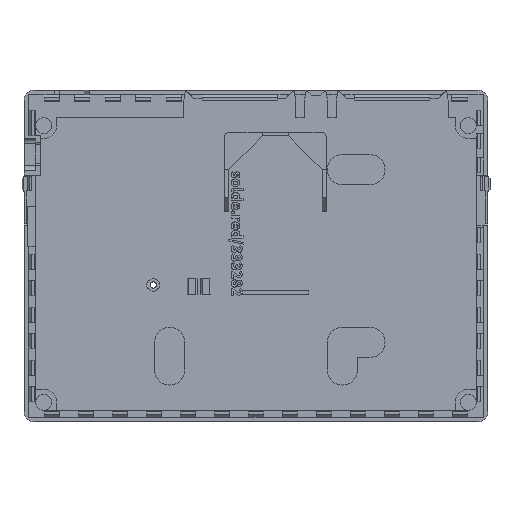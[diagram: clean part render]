
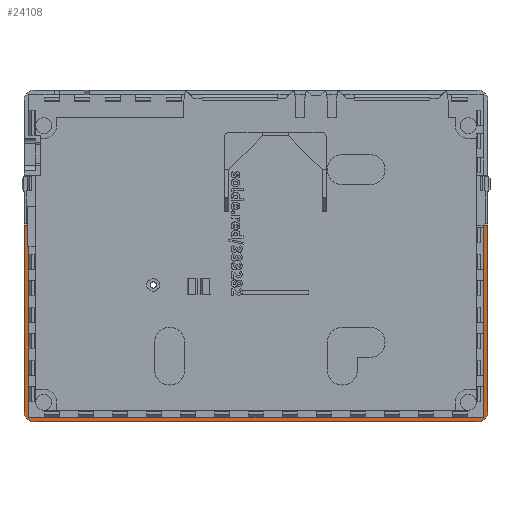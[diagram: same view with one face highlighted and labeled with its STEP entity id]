
A CAD part, top view. The second image highlights one B-rep face of the part: STEP entity #24108.
In plain terms, the highlighted planar face has unit normal (0, 0, 1).
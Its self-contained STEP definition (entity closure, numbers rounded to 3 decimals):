
#2887=LINE('',#41338,#5555);
#2890=LINE('',#41343,#5558);
#2892=LINE('',#41347,#5560);
#2894=LINE('',#41351,#5562);
#2900=LINE('',#41363,#5568);
#2901=LINE('',#41365,#5569);
#2902=LINE('',#41367,#5570);
#2903=LINE('',#41369,#5571);
#2904=LINE('',#41371,#5572);
#2905=LINE('',#41375,#5573);
#2906=LINE('',#41379,#5574);
#2907=LINE('',#41380,#5575);
#5555=VECTOR('',#28161,10.);
#5558=VECTOR('',#28166,10.);
#5560=VECTOR('',#28170,10.);
#5562=VECTOR('',#28174,10.);
#5568=VECTOR('',#28182,10.);
#5569=VECTOR('',#28183,10.);
#5570=VECTOR('',#28184,10.);
#5571=VECTOR('',#28185,10.);
#5572=VECTOR('',#28186,10.);
#5573=VECTOR('',#28189,10.);
#5574=VECTOR('',#28192,10.);
#5575=VECTOR('',#28193,10.);
#7489=FACE_OUTER_BOUND('',#8826,.T.);
#8826=EDGE_LOOP('',(#19728,#19729,#19730,#19731,#19732,#19733,#19734,#19735,
#19736,#19737,#19738,#19739,#19740,#19741));
#9400=CIRCLE('',#25090,4.);
#9401=CIRCLE('',#25091,4.);
#11131=VERTEX_POINT('',#41336);
#11132=VERTEX_POINT('',#41337);
#11133=VERTEX_POINT('',#41342);
#11134=VERTEX_POINT('',#41346);
#11135=VERTEX_POINT('',#41350);
#11140=VERTEX_POINT('',#41362);
#11141=VERTEX_POINT('',#41364);
#11142=VERTEX_POINT('',#41366);
#11143=VERTEX_POINT('',#41368);
#11144=VERTEX_POINT('',#41370);
#11145=VERTEX_POINT('',#41372);
#11146=VERTEX_POINT('',#41374);
#11147=VERTEX_POINT('',#41376);
#11148=VERTEX_POINT('',#41378);
#14239=EDGE_CURVE('',#11131,#11132,#2887,.T.);
#14242=EDGE_CURVE('',#11133,#11131,#2890,.T.);
#14244=EDGE_CURVE('',#11134,#11133,#2892,.T.);
#14246=EDGE_CURVE('',#11135,#11134,#2894,.T.);
#14252=EDGE_CURVE('',#11132,#11140,#2900,.T.);
#14253=EDGE_CURVE('',#11140,#11141,#2901,.T.);
#14254=EDGE_CURVE('',#11141,#11142,#2902,.T.);
#14255=EDGE_CURVE('',#11142,#11143,#2903,.T.);
#14256=EDGE_CURVE('',#11143,#11144,#2904,.T.);
#14257=EDGE_CURVE('',#11144,#11145,#9400,.T.);
#14258=EDGE_CURVE('',#11145,#11146,#2905,.T.);
#14259=EDGE_CURVE('',#11146,#11147,#9401,.T.);
#14260=EDGE_CURVE('',#11147,#11148,#2906,.T.);
#14261=EDGE_CURVE('',#11148,#11135,#2907,.T.);
#19728=ORIENTED_EDGE('',*,*,#14244,.T.);
#19729=ORIENTED_EDGE('',*,*,#14242,.T.);
#19730=ORIENTED_EDGE('',*,*,#14239,.T.);
#19731=ORIENTED_EDGE('',*,*,#14252,.T.);
#19732=ORIENTED_EDGE('',*,*,#14253,.T.);
#19733=ORIENTED_EDGE('',*,*,#14254,.T.);
#19734=ORIENTED_EDGE('',*,*,#14255,.T.);
#19735=ORIENTED_EDGE('',*,*,#14256,.T.);
#19736=ORIENTED_EDGE('',*,*,#14257,.T.);
#19737=ORIENTED_EDGE('',*,*,#14258,.T.);
#19738=ORIENTED_EDGE('',*,*,#14259,.T.);
#19739=ORIENTED_EDGE('',*,*,#14260,.T.);
#19740=ORIENTED_EDGE('',*,*,#14261,.T.);
#19741=ORIENTED_EDGE('',*,*,#14246,.T.);
#22878=PLANE('',#25089);
#24108=ADVANCED_FACE('',(#7489),#22878,.T.);
#25089=AXIS2_PLACEMENT_3D('',#41361,#28180,#28181);
#25090=AXIS2_PLACEMENT_3D('',#41373,#28187,#28188);
#25091=AXIS2_PLACEMENT_3D('',#41377,#28190,#28191);
#28161=DIRECTION('',(0.,1.,0.));
#28166=DIRECTION('',(-1.,0.,0.));
#28170=DIRECTION('',(0.,-1.,0.));
#28174=DIRECTION('',(-1.,0.,0.));
#28180=DIRECTION('center_axis',(0.,0.,1.));
#28181=DIRECTION('ref_axis',(1.,0.,0.));
#28182=DIRECTION('',(-1.,0.,0.));
#28183=DIRECTION('',(0.,1.,0.));
#28184=DIRECTION('',(-1.,0.,0.));
#28185=DIRECTION('',(-1.,0.,0.));
#28186=DIRECTION('',(0.,-1.,0.));
#28187=DIRECTION('center_axis',(0.,0.,1.));
#28188=DIRECTION('ref_axis',(-1.,0.,0.));
#28189=DIRECTION('',(1.,0.,0.));
#28190=DIRECTION('center_axis',(0.,0.,1.));
#28191=DIRECTION('ref_axis',(0.,-1.,0.));
#28192=DIRECTION('',(0.,1.,0.));
#28193=DIRECTION('',(-1.,0.,0.));
#41336=CARTESIAN_POINT('',(-90.65,-61.2,8.5));
#41337=CARTESIAN_POINT('',(-90.65,6.85,8.5));
#41338=CARTESIAN_POINT('',(-90.65,-29.025,8.5));
#41342=CARTESIAN_POINT('',(90.65,-61.2,8.5));
#41343=CARTESIAN_POINT('',(45.325,-61.2,8.5));
#41346=CARTESIAN_POINT('',(90.65,15.45,8.5));
#41347=CARTESIAN_POINT('',(90.65,9.3,8.5));
#41350=CARTESIAN_POINT('',(91.6,15.45,8.5));
#41351=CARTESIAN_POINT('',(46.3,15.45,8.5));
#41361=CARTESIAN_POINT('Origin',(0.,3.15,8.5));
#41362=CARTESIAN_POINT('',(-91.4,6.85,8.5));
#41363=CARTESIAN_POINT('',(-44.05,6.85,8.5));
#41364=CARTESIAN_POINT('',(-91.4,15.45,8.5));
#41365=CARTESIAN_POINT('',(-91.4,5.,8.5));
#41366=CARTESIAN_POINT('',(-91.6,15.45,8.5));
#41367=CARTESIAN_POINT('',(-45.7,15.45,8.5));
#41368=CARTESIAN_POINT('',(-92.6,15.45,8.5));
#41369=CARTESIAN_POINT('',(-45.7,15.45,8.5));
#41370=CARTESIAN_POINT('',(-92.6,-59.1,8.5));
#41371=CARTESIAN_POINT('',(-92.6,-59.1,8.5));
#41372=CARTESIAN_POINT('',(-88.6,-63.1,8.5));
#41373=CARTESIAN_POINT('Origin',(-88.6,-59.1,8.5));
#41374=CARTESIAN_POINT('',(88.6,-63.1,8.5));
#41375=CARTESIAN_POINT('',(88.6,-63.1,8.5));
#41376=CARTESIAN_POINT('',(92.6,-59.1,8.5));
#41377=CARTESIAN_POINT('Origin',(88.6,-59.1,8.5));
#41378=CARTESIAN_POINT('',(92.6,15.45,8.5));
#41379=CARTESIAN_POINT('',(92.6,65.4,8.5));
#41380=CARTESIAN_POINT('',(46.3,15.45,8.5));
